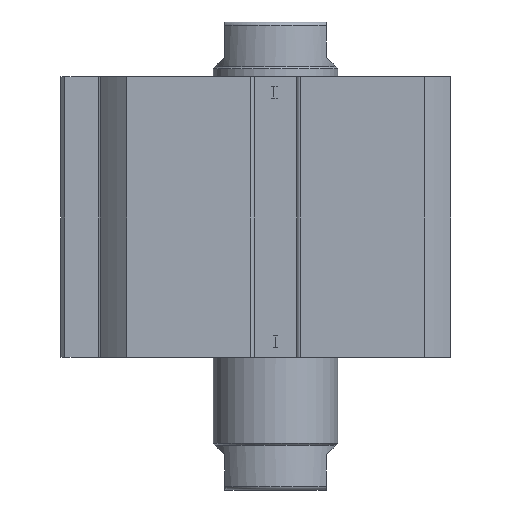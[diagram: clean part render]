
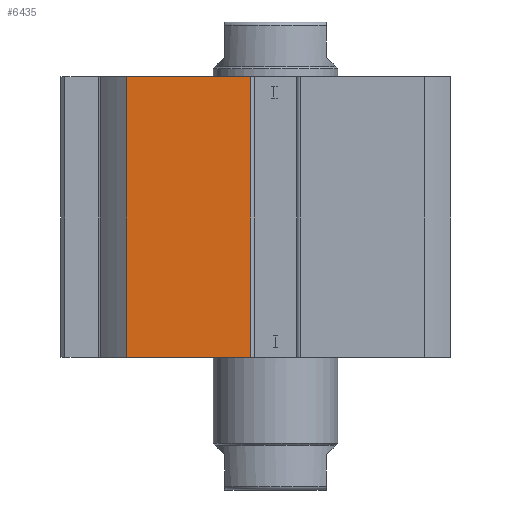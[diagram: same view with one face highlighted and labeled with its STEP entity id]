
A CAD part, left-side view. The second image highlights one B-rep face of the part: STEP entity #6435.
In plain terms, the highlighted planar face has unit normal (-1, 0, 0).
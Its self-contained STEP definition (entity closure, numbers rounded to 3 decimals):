
#115 = EDGE_CURVE ( 'NONE', #6958, #7171, #5479, .T. ) ;
#379 = EDGE_CURVE ( 'NONE', #6958, #6991, #5918, .T. ) ;
#465 = EDGE_CURVE ( 'NONE', #6991, #6941, #6048, .T. ) ;
#919 = ORIENTED_EDGE ( 'NONE', *, *, #465, .T. ) ;
#920 = ORIENTED_EDGE ( 'NONE', *, *, #115, .F. ) ;
#923 = ORIENTED_EDGE ( 'NONE', *, *, #6192, .F. ) ;
#962 = ORIENTED_EDGE ( 'NONE', *, *, #379, .T. ) ;
#1140 = AXIS2_PLACEMENT_3D ( 'NONE', #2782, #2788, #2789 ) ;
#1527 = LINE ( 'NONE', #6652, #1529 ) ;
#1529 = VECTOR ( 'NONE', #6651, 1000. ) ;
#1867 = FACE_OUTER_BOUND ( 'NONE', #5223, .T. ) ;
#2779 = PLANE ( 'NONE',  #1140 ) ;
#2782 = CARTESIAN_POINT ( 'NONE',  ( -22.5, -22.5, 36. ) ) ;
#2788 = DIRECTION ( 'NONE',  ( 1., 0., 0. ) ) ;
#2789 = DIRECTION ( 'NONE',  ( 0., 0., -1. ) ) ;
#3478 = CARTESIAN_POINT ( 'NONE',  ( -22.5, 3.2, 36. ) ) ;
#3495 = CARTESIAN_POINT ( 'NONE',  ( -22.5, 19.079, 0. ) ) ;
#3528 = CARTESIAN_POINT ( 'NONE',  ( -22.5, 3.2, 0. ) ) ;
#4260 = CARTESIAN_POINT ( 'NONE',  ( -22.5, 19.079, 36. ) ) ;
#4851 = DIRECTION ( 'NONE',  ( 0., 0., 1. ) ) ;
#4855 = CARTESIAN_POINT ( 'NONE',  ( -22.5, 3.2, 36. ) ) ;
#5223 = EDGE_LOOP ( 'NONE', ( #920, #962, #919, #923 ) ) ;
#5479 = LINE ( 'NONE', #6841, #5483 ) ;
#5483 = VECTOR ( 'NONE', #6835, 1000. ) ;
#5626 = DIRECTION ( 'NONE',  ( 0., -1., 0. ) ) ;
#5779 = CARTESIAN_POINT ( 'NONE',  ( -22.5, -22.5, 0. ) ) ;
#5918 = LINE ( 'NONE', #5779, #5919 ) ;
#5919 = VECTOR ( 'NONE', #5626, 1000. ) ;
#6048 = LINE ( 'NONE', #4855, #6049 ) ;
#6049 = VECTOR ( 'NONE', #4851, 1000. ) ;
#6192 = EDGE_CURVE ( 'NONE', #7171, #6941, #1527, .T. ) ;
#6435 = ADVANCED_FACE ( 'NONE', ( #1867 ), #2779, .F. ) ;
#6651 = DIRECTION ( 'NONE',  ( 0., -1., 0. ) ) ;
#6652 = CARTESIAN_POINT ( 'NONE',  ( -22.5, -22.5, 36. ) ) ;
#6835 = DIRECTION ( 'NONE',  ( 0., 0., 1. ) ) ;
#6841 = CARTESIAN_POINT ( 'NONE',  ( -22.5, 19.079, 0. ) ) ;
#6941 = VERTEX_POINT ( 'NONE', #3478 ) ;
#6958 = VERTEX_POINT ( 'NONE', #3495 ) ;
#6991 = VERTEX_POINT ( 'NONE', #3528 ) ;
#7171 = VERTEX_POINT ( 'NONE', #4260 ) ;
